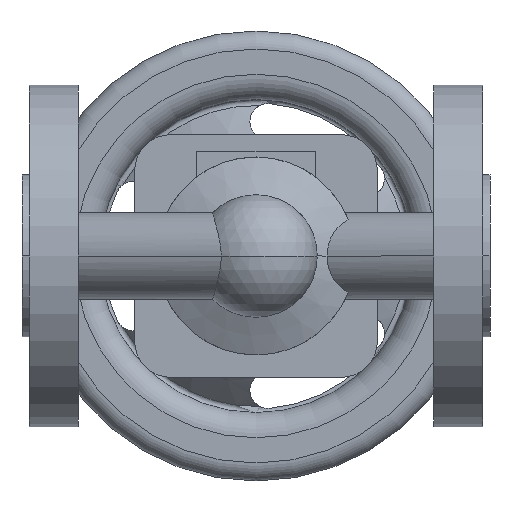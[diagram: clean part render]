
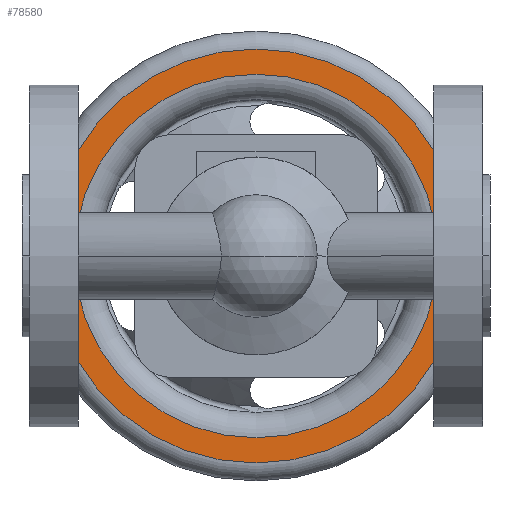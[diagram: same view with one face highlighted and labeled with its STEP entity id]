
A CAD part, front view. The second image highlights one B-rep face of the part: STEP entity #78580.
In plain terms, the highlighted planar face has unit normal (0, -1, 0).
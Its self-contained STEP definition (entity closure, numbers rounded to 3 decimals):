
#78010=CARTESIAN_POINT('',(57.5,178.,0.));
#78020=VERTEX_POINT('',#78010);
#78120=CARTESIAN_POINT('',(-57.5,178.,0.));
#78130=VERTEX_POINT('',#78120);
#78160=CARTESIAN_POINT('',(0.,178.,0.));
#78170=DIRECTION('',(0.,1.,0.));
#78180=DIRECTION('',(1.,0.,0.));
#78190=AXIS2_PLACEMENT_3D('',#78160,#78170,#78180);
#78200=CIRCLE('',#78190,57.5);
#78210=EDGE_CURVE('',#78020,#78130,#78200,.T.);
#78330=CARTESIAN_POINT('',(54.,178.,0.));
#78340=DIRECTION('',(0.,-1.,0.));
#78350=DIRECTION('',(-1.,0.,0.));
#78360=AXIS2_PLACEMENT_3D('',#78330,#78340,#78350);
#78370=PLANE('',#78360);
#78380=EDGE_CURVE('',#78130,#78020,#78200,.T.);
#78390=ORIENTED_EDGE('',*,*,#78380,.F.);
#78400=ORIENTED_EDGE('',*,*,#78210,.F.);
#78410=EDGE_LOOP('',(#78400,#78390));
#78420=FACE_OUTER_BOUND('',#78410,.T.);
#78430=CARTESIAN_POINT('',(0.,178.,0.));
#78440=DIRECTION('',(0.,1.,0.));
#78450=DIRECTION('',(1.,0.,0.));
#78460=AXIS2_PLACEMENT_3D('',#78430,#78440,#78450);
#78470=CIRCLE('',#78460,50.5);
#78480=CARTESIAN_POINT('',(50.5,178.,0.));
#78490=VERTEX_POINT('',#78480);
#78500=CARTESIAN_POINT('',(-50.5,178.,0.));
#78510=VERTEX_POINT('',#78500);
#78520=EDGE_CURVE('',#78490,#78510,#78470,.T.);
#78530=ORIENTED_EDGE('',*,*,#78520,.T.);
#78540=EDGE_CURVE('',#78510,#78490,#78470,.T.);
#78550=ORIENTED_EDGE('',*,*,#78540,.T.);
#78560=EDGE_LOOP('',(#78550,#78530));
#78570=FACE_BOUND('',#78560,.T.);
#78580=ADVANCED_FACE('',(#78420,#78570),#78370,.T.);
